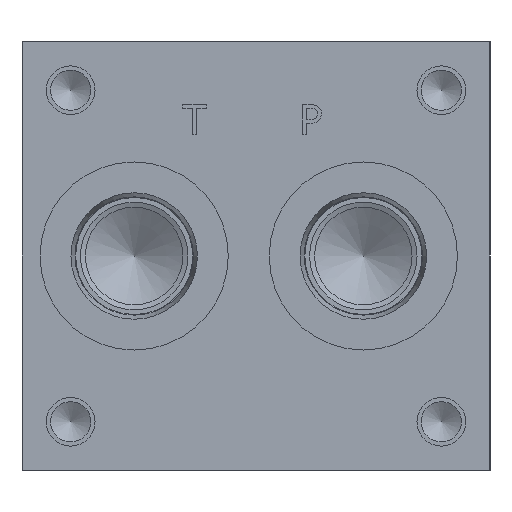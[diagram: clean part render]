
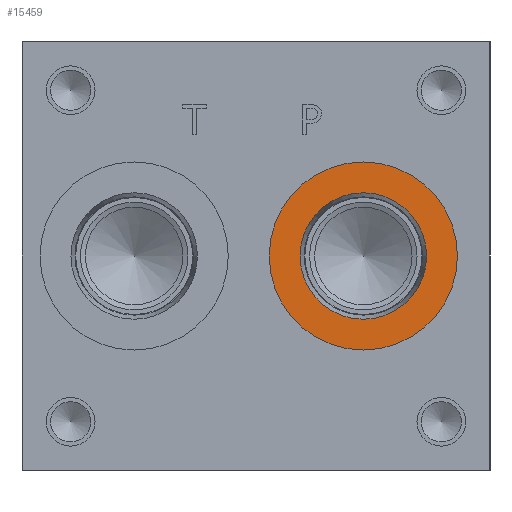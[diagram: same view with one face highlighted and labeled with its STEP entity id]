
A CAD part, left-side view. The second image highlights one B-rep face of the part: STEP entity #15459.
In plain terms, the highlighted planar face has unit normal (-1, 0, 0).
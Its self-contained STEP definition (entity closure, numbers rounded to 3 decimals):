
#429=CIRCLE('',#16267,15.316);
#430=CIRCLE('',#16268,15.316);
#431=CIRCLE('',#16270,10.3);
#432=CIRCLE('',#16271,10.3);
#939=FACE_BOUND('',#2974,.T.);
#2084=FACE_OUTER_BOUND('',#2973,.T.);
#2973=EDGE_LOOP('',(#12647,#12648));
#2974=EDGE_LOOP('',(#12649,#12650));
#6953=VERTEX_POINT('',#26013);
#6954=VERTEX_POINT('',#26015);
#6955=VERTEX_POINT('',#26019);
#6956=VERTEX_POINT('',#26020);
#8983=EDGE_CURVE('',#6953,#6954,#429,.T.);
#8984=EDGE_CURVE('',#6954,#6953,#430,.T.);
#8985=EDGE_CURVE('',#6955,#6956,#431,.T.);
#8986=EDGE_CURVE('',#6956,#6955,#432,.T.);
#12647=ORIENTED_EDGE('',*,*,#8984,.F.);
#12648=ORIENTED_EDGE('',*,*,#8983,.F.);
#12649=ORIENTED_EDGE('',*,*,#8985,.T.);
#12650=ORIENTED_EDGE('',*,*,#8986,.T.);
#14394=PLANE('',#16269);
#15459=ADVANCED_FACE('',(#2084,#939),#14394,.F.);
#16267=AXIS2_PLACEMENT_3D('',#26016,#19070,#19071);
#16268=AXIS2_PLACEMENT_3D('',#26017,#19072,#19073);
#16269=AXIS2_PLACEMENT_3D('',#26018,#19074,#19075);
#16270=AXIS2_PLACEMENT_3D('',#26021,#19076,#19077);
#16271=AXIS2_PLACEMENT_3D('',#26022,#19078,#19079);
#19070=DIRECTION('center_axis',(1.,0.,0.));
#19071=DIRECTION('ref_axis',(0.,0.,-1.));
#19072=DIRECTION('center_axis',(1.,0.,0.));
#19073=DIRECTION('ref_axis',(0.,0.,-1.));
#19074=DIRECTION('center_axis',(1.,0.,0.));
#19075=DIRECTION('ref_axis',(0.,0.,-1.));
#19076=DIRECTION('center_axis',(1.,0.,0.));
#19077=DIRECTION('ref_axis',(0.,0.,-1.));
#19078=DIRECTION('center_axis',(1.,0.,0.));
#19079=DIRECTION('ref_axis',(0.,0.,-1.));
#26013=CARTESIAN_POINT('',(0.787,20.625,19.609));
#26015=CARTESIAN_POINT('',(0.787,20.625,50.241));
#26016=CARTESIAN_POINT('Origin',(0.787,20.625,34.925));
#26017=CARTESIAN_POINT('Origin',(0.787,20.625,34.925));
#26018=CARTESIAN_POINT('Origin',(0.787,20.625,45.225));
#26019=CARTESIAN_POINT('',(0.787,20.625,45.225));
#26020=CARTESIAN_POINT('',(0.787,20.625,24.625));
#26021=CARTESIAN_POINT('Origin',(0.787,20.625,34.925));
#26022=CARTESIAN_POINT('Origin',(0.787,20.625,34.925));
